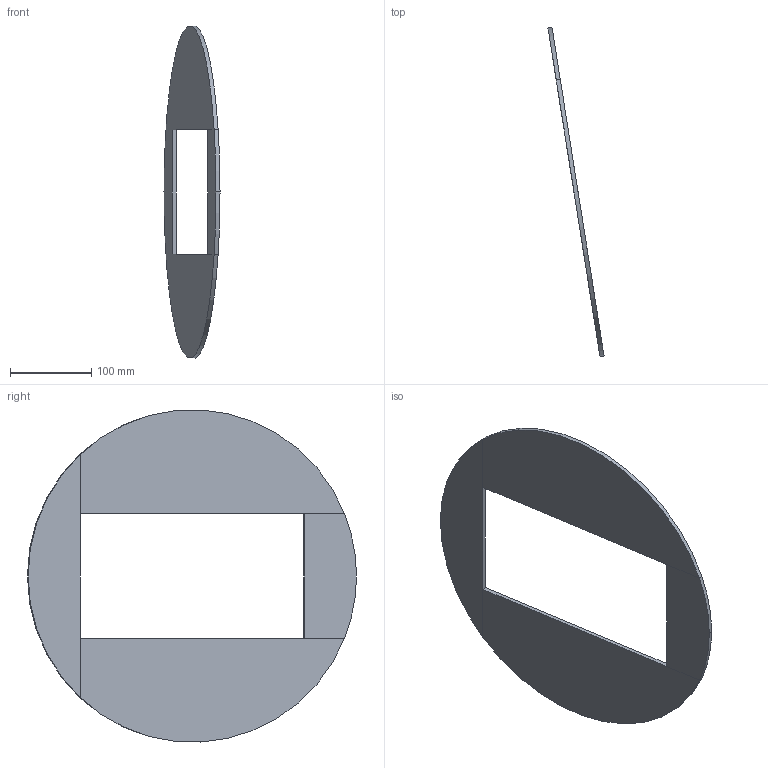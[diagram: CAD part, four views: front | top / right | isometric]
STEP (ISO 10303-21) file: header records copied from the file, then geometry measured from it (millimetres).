
FILE_DESCRIPTION(('Open CASCADE Model'),'2;1');
FILE_NAME('Open CASCADE Shape Model','2018-10-08T14:34:14',('Author'),( 'Open CASCADE'),'Open CASCADE STEP processor 7.0','Open CASCADE 7.0' ,'Unknown');
FILE_SCHEMA(('AUTOMOTIVE_DESIGN { 1 0 10303 214 1 1 1 1 }'));
Length unit declared in the file: millimetre
Products named in the file (6): Open CASCADE STEP translator 7.0 1; Open CASCADE STEP translator 7.0 1.1; Open CASCADE STEP translator 7.0 1.1.1; Open CASCADE STEP translator 7.0 1.1.2; Open CASCADE STEP translator 7.0 1.1.3; Open CASCADE STEP translator 7.0 1.1.4
Assembly tree (5 placements, depth 3):
  Open CASCADE STEP translator 7.0 1
    Open CASCADE STEP translator 7.0 1.1
      Open CASCADE STEP translator 7.0 1.1.1
      Open CASCADE STEP translator 7.0 1.1.2
      Open CASCADE STEP translator 7.0 1.1.3
      Open CASCADE STEP translator 7.0 1.1.4
Bounding box: 69.08 x 405.73 x 409.37 mm (x, y, z)
Volume: 444527 mm3; surface area: 191045.9 mm2
Topology: 4 solids, 4 shells, 26 faces, 54 edges, 36 vertices
Faces by surface type: plane 20, cylinder 6
Entity records: 1456 total; most frequent: CARTESIAN_POINT 314, DIRECTION 184, ORIENTED_EDGE 108, PCURVE 108, DEFINITIONAL_REPRESENTATION 108, LINE 90, VECTOR 90, EDGE_CURVE 54
